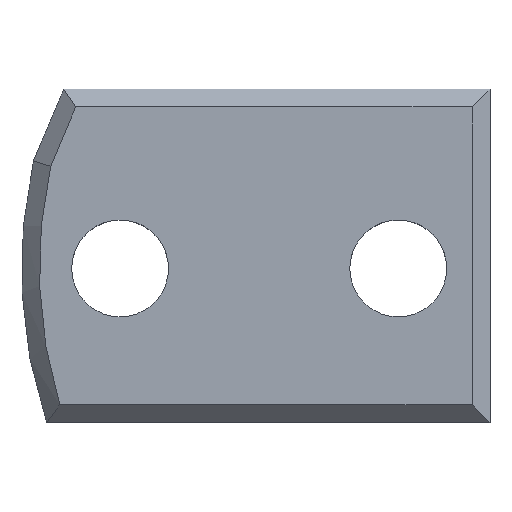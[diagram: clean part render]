
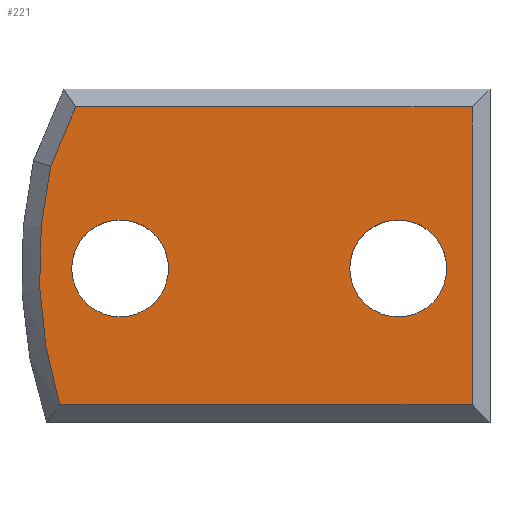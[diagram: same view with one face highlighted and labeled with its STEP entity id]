
A CAD part, top view. The second image highlights one B-rep face of the part: STEP entity #221.
In plain terms, the highlighted planar face has unit normal (0, 0, 1).
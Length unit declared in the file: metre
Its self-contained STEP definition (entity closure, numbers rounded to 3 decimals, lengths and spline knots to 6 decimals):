
#19=CIRCLE('',#249,0.026);
#20=CIRCLE('',#250,0.0027);
#21=CIRCLE('',#251,0.0027);
#30=ORIENTED_EDGE('',*,*,#88,.T.);
#31=ORIENTED_EDGE('',*,*,#89,.T.);
#32=ORIENTED_EDGE('',*,*,#90,.T.);
#33=ORIENTED_EDGE('',*,*,#91,.T.);
#34=ORIENTED_EDGE('',*,*,#92,.T.);
#35=ORIENTED_EDGE('',*,*,#93,.T.);
#36=ORIENTED_EDGE('',*,*,#94,.T.);
#88=EDGE_CURVE('',#117,#118,#136,.T.);
#89=EDGE_CURVE('',#118,#119,#19,.F.);
#90=EDGE_CURVE('',#119,#120,#137,.T.);
#91=EDGE_CURVE('',#120,#121,#138,.T.);
#92=EDGE_CURVE('',#121,#117,#139,.T.);
#93=EDGE_CURVE('',#122,#122,#20,.T.);
#94=EDGE_CURVE('',#123,#123,#21,.T.);
#117=VERTEX_POINT('',#343);
#118=VERTEX_POINT('',#344);
#119=VERTEX_POINT('',#346);
#120=VERTEX_POINT('',#348);
#121=VERTEX_POINT('',#350);
#122=VERTEX_POINT('',#353);
#123=VERTEX_POINT('',#355);
#136=LINE('',#342,#155);
#137=LINE('',#347,#156);
#138=LINE('',#349,#157);
#139=LINE('',#351,#158);
#155=VECTOR('',#278,1.);
#156=VECTOR('',#281,1.);
#157=VECTOR('',#282,1.);
#158=VECTOR('',#283,1.);
#171=EDGE_LOOP('',(#30,#31,#32,#33,#34));
#172=EDGE_LOOP('',(#35));
#173=EDGE_LOOP('',(#36));
#191=FACE_BOUND('',#171,.T.);
#192=FACE_BOUND('',#172,.T.);
#193=FACE_BOUND('',#173,.T.);
#211=PLANE('',#248);
#221=ADVANCED_FACE('',(#191,#192,#193),#211,.F.);
#248=AXIS2_PLACEMENT_3D('',#341,#276,#277);
#249=AXIS2_PLACEMENT_3D('',#345,#279,#280);
#250=AXIS2_PLACEMENT_3D('',#352,#284,#285);
#251=AXIS2_PLACEMENT_3D('',#354,#286,#287);
#276=DIRECTION('',(0.,0.,-1.));
#277=DIRECTION('',(1.,0.,0.));
#278=DIRECTION('',(-0.389,-0.921,0.));
#279=DIRECTION('',(0.,0.,-1.));
#280=DIRECTION('',(0.,1.,0.));
#281=DIRECTION('',(1.,0.,0.));
#282=DIRECTION('',(0.,1.,0.));
#283=DIRECTION('',(-1.,0.,0.));
#284=DIRECTION('',(0.,0.,-1.));
#285=DIRECTION('',(1.,0.,0.));
#286=DIRECTION('',(0.,0.,-1.));
#287=DIRECTION('',(1.,0.,0.));
#341=CARTESIAN_POINT('',(0.003156,-0.0012,0.0037));
#342=CARTESIAN_POINT('',(-0.014608,0.006293,0.0037));
#343=CARTESIAN_POINT('',(-0.013424,0.0091,0.0037));
#344=CARTESIAN_POINT('',(-0.014819,0.005793,0.0037));
#345=CARTESIAN_POINT('',(0.01055,0.0001,0.0037));
#346=CARTESIAN_POINT('',(-0.014314,-0.0075,0.0037));
#347=CARTESIAN_POINT('',(0.009661,-0.0075,0.0037));
#348=CARTESIAN_POINT('',(0.008661,-0.0075,0.0037));
#349=CARTESIAN_POINT('',(0.008661,0.0101,0.0037));
#350=CARTESIAN_POINT('',(0.008661,0.0091,0.0037));
#351=CARTESIAN_POINT('',(-0.014088,0.0091,0.0037));
#352=CARTESIAN_POINT('',(0.00455,0.0001,0.0037));
#353=CARTESIAN_POINT('',(0.00725,0.0001,0.0037));
#354=CARTESIAN_POINT('',(-0.01095,0.0001,0.0037));
#355=CARTESIAN_POINT('',(-0.00825,0.0001,0.0037));
